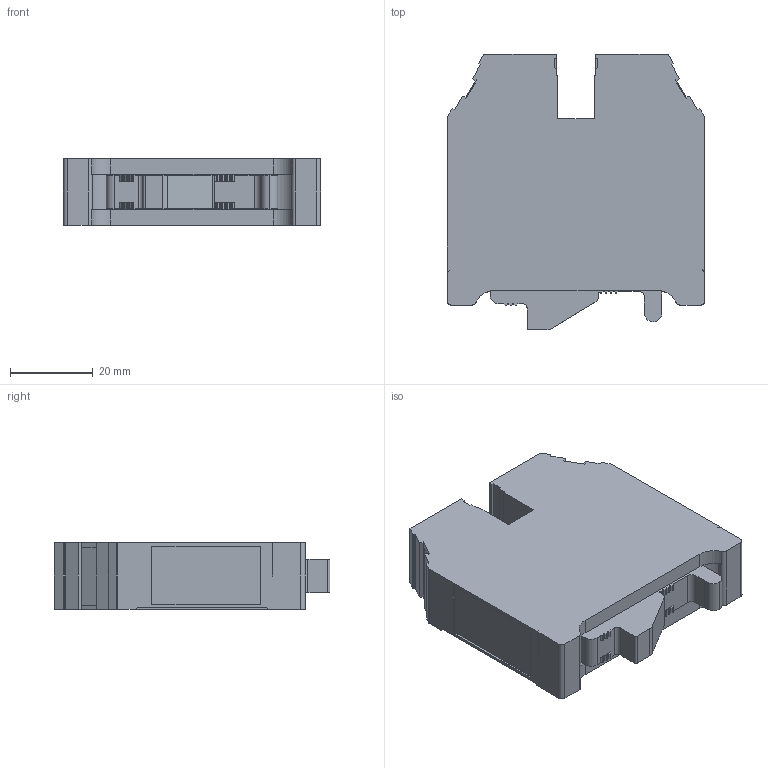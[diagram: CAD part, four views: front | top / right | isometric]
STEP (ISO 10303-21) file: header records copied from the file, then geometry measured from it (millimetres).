
FILE_DESCRIPTION (( 'STEP AP214' ), '1' );
FILE_NAME ('334250_AVK 35T IRDS.STP', '2014-01-16T15:23:31', ( 'arge' ), ( 'Microsoft' ), 'SwSTEP 2.0', 'SolidWorks 2013', '' );
FILE_SCHEMA (( 'AUTOMOTIVE_DESIGN' ));
Length unit declared in the file: millimetre
Products named in the file (1): 334250_AVK 35T IRDS
Bounding box: 62 x 66.5 x 16 mm (x, y, z)
Volume: 53530.6 mm3; surface area: 11815.4 mm2
Topology: 1 solids, 1 shells, 257 faces, 742 edges, 492 vertices
Faces by surface type: plane 175, cylinder 82
Entity records: 11069 total; most frequent: CARTESIAN_POINT 1495, ORIENTED_EDGE 1484, DIRECTION 1443, EDGE_CURVE 742, VECTOR 555, LINE 555, VERTEX_POINT 492, AXIS2_PLACEMENT_3D 444
